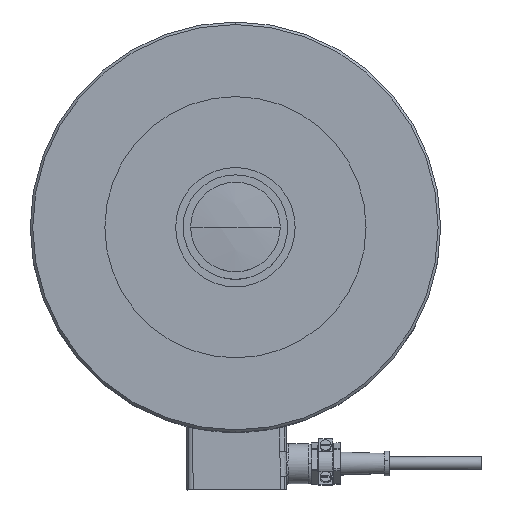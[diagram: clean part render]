
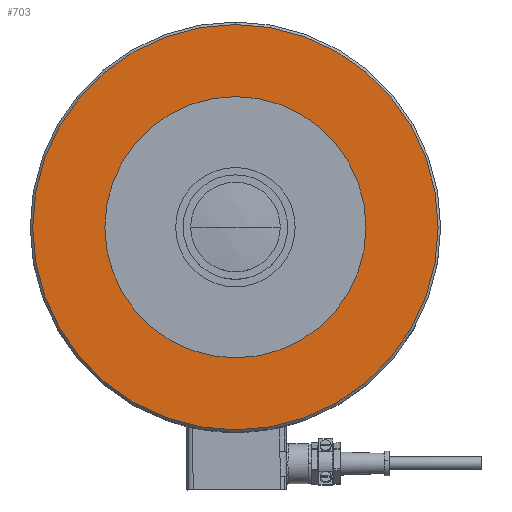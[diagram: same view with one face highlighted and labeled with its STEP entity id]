
A CAD part, top view. The second image highlights one B-rep face of the part: STEP entity #703.
In plain terms, the highlighted planar face has unit normal (0, 0, 1).
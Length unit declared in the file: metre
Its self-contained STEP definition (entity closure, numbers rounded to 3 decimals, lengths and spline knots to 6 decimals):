
#703=ADVANCED_FACE('0:11721',(#1461,#1462),#1463,.T.);
#1461=FACE_OUTER_BOUND('',#2496,.T.);
#1462=FACE_BOUND('',#2497,.T.);
#1463=PLANE('',#2498);
#2496=EDGE_LOOP('',(#4758,#4759));
#2497=EDGE_LOOP('',(#4760,#4761));
#2498=AXIS2_PLACEMENT_3D('',#4762,#4763,#4764);
#4758=ORIENTED_EDGE('',*,*,#5983,.F.);
#4759=ORIENTED_EDGE('',*,*,#5890,.F.);
#4760=ORIENTED_EDGE('',*,*,#5984,.T.);
#4761=ORIENTED_EDGE('',*,*,#5985,.T.);
#4762=CARTESIAN_POINT('',(0.059513,0.106696,0.005953));
#4763=DIRECTION('',(0.,0.,1.0));
#4764=DIRECTION('',(-1.,-0.004,0.));
#5890=EDGE_CURVE('',#7318,#7321,#7322,.T.);
#5983=EDGE_CURVE('0:11784',#7321,#7318,#7427,.T.);
#5984=EDGE_CURVE('0:11778',#7428,#7429,#7430,.T.);
#5985=EDGE_CURVE('',#7429,#7428,#7431,.T.);
#7318=VERTEX_POINT('',#9755);
#7321=VERTEX_POINT('',#9759);
#7322=CIRCLE('',#9760,0.0815);
#7427=CIRCLE('',#9911,0.0815);
#7428=VERTEX_POINT('',#9912);
#7429=VERTEX_POINT('',#9913);
#7430=CIRCLE('',#9914,0.0525);
#7431=CIRCLE('',#9915,0.0525);
#9755=CARTESIAN_POINT('',(0.059516,0.121196,0.005953));
#9759=CARTESIAN_POINT('',(0.059483,-0.041804,0.005953));
#9760=AXIS2_PLACEMENT_3D('',#10990,#10991,#10992);
#9911=AXIS2_PLACEMENT_3D('',#11084,#11085,#11086);
#9912=CARTESIAN_POINT('',(0.059489,-0.012804,0.005953));
#9913=CARTESIAN_POINT('',(0.05951,0.092196,0.005953));
#9914=AXIS2_PLACEMENT_3D('',#11087,#11088,#11089);
#9915=AXIS2_PLACEMENT_3D('',#11090,#11091,#11092);
#10990=CARTESIAN_POINT('',(0.0595,0.039696,0.005953));
#10991=DIRECTION('',(0.,0.,-1.0));
#10992=DIRECTION('',(0.,1.,0.));
#11084=CARTESIAN_POINT('',(0.0595,0.039696,0.005953));
#11085=DIRECTION('',(0.,0.,-1.0));
#11086=DIRECTION('',(0.,1.,0.));
#11087=CARTESIAN_POINT('',(0.0595,0.039696,0.005953));
#11088=DIRECTION('',(0.,0.,-1.0));
#11089=DIRECTION('',(0.,1.,0.));
#11090=CARTESIAN_POINT('',(0.0595,0.039696,0.005953));
#11091=DIRECTION('',(0.,0.,-1.0));
#11092=DIRECTION('',(0.,1.,0.));
